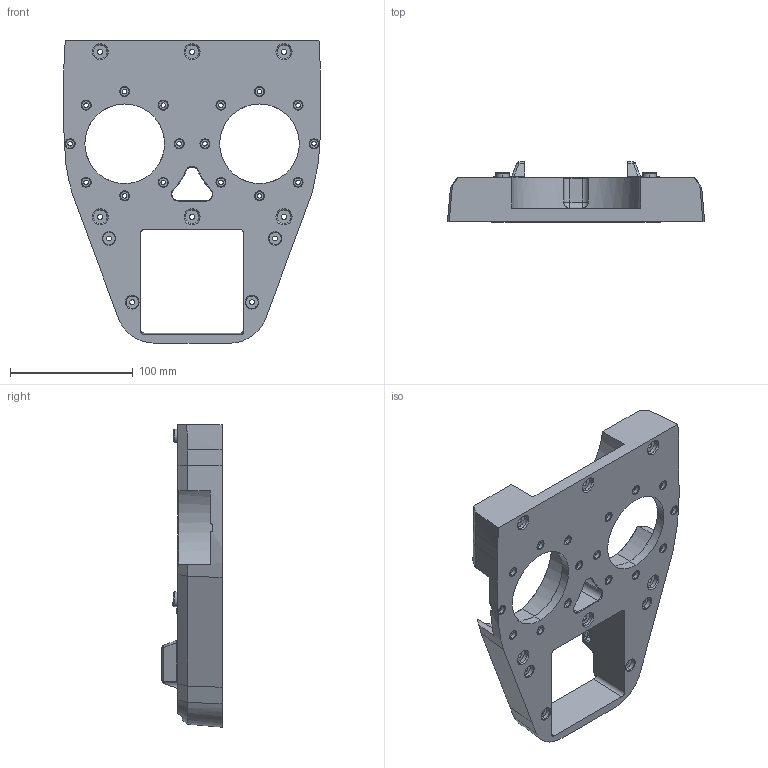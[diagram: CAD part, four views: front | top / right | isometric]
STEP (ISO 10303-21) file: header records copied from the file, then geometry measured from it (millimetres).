
FILE_DESCRIPTION (( 'STEP AP214' ), '1' );
FILE_NAME ('Frame Top.step', '2025-05-23T13:46:26', ( '' ), ( '' ), 'SwSTEP 2.0', 'SolidWorks 2023', '' );
FILE_SCHEMA (( 'AUTOMOTIVE_DESIGN' ));
Length unit declared in the file: millimetre
Products named in the file (3): 小型双足机器人-下壳.STEP; 宇树Qmini双足机器人 V1.0.STEP; Frame Top
Assembly tree (2 placements, depth 3):
  Frame Top
    宇树Qmini双足机器人 V1.0.STEP
      小型双足机器人-下壳.STEP
Bounding box: 209.87 x 49 x 246.73 mm (x, y, z)
Volume: 690998.3 mm3; surface area: 127514.3 mm2
Topology: 1 solids, 1 shells, 686 faces, 1657 edges, 1001 vertices
Faces by surface type: cylinder 269, plane 170, cone 115, bspline 90, torus 26, sphere 16
Full cylindrical faces by diameter (mm): 2 x1
Entity records: 24738 total; most frequent: CARTESIAN_POINT 9080, ORIENTED_EDGE 3276, DIRECTION 3245, EDGE_CURVE 1638, AXIS2_PLACEMENT_3D 1320, VERTEX_POINT 1001, EDGE_LOOP 793, CIRCLE 718
